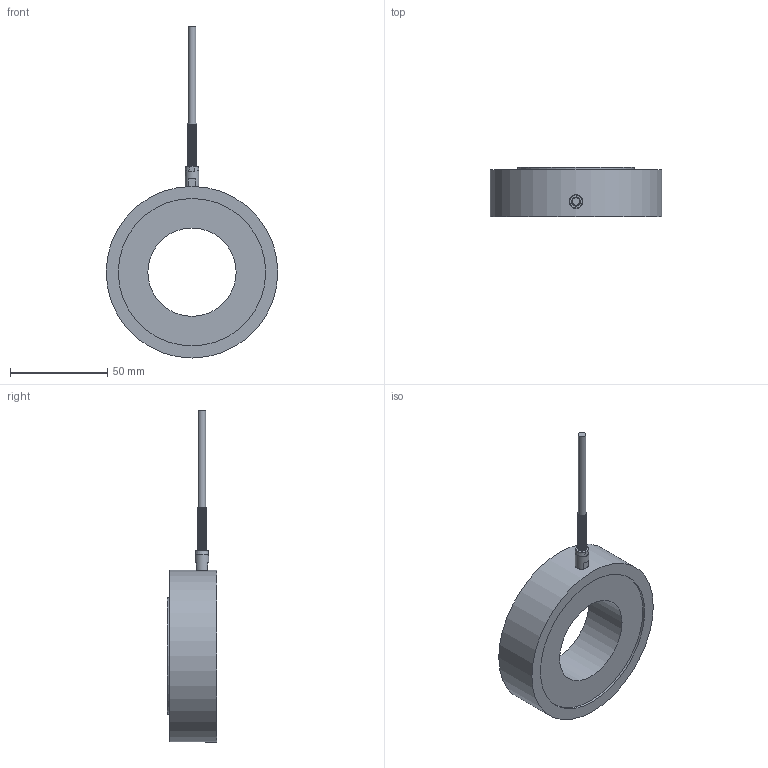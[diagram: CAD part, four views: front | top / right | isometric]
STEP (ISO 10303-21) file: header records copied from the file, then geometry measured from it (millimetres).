
FILE_DESCRIPTION(/* description */ (''),/* implementation_level */ '2;1');
FILE_NAME(/* name */ 'QSH01925 - I.S.H..stp',/* time_stamp */ '2020-01-14T13:51:56-08:00',/* author */ ('ytzayam'),/* organization */ (''),/* preprocessor_version */ 'ST-DEVELOPER v18',/* originating_system */ 'Autodesk Inventor 2020',/* authorisation */ '');
FILE_SCHEMA (('AUTOMOTIVE_DESIGN { 1 0 10303 214 3 1 1 }'));
Length unit declared in the file: inch
Products named in the file (3): QSH01925 - I.S.H.; FM1347; 153-StrainRelief-Assembly - I.S.Hx
Assembly tree (2 placements, depth 2):
  QSH01925 - I.S.H.
    FM1347
    153-StrainRelief-Assembly - I.S.Hx
Bounding box: 88.39 x 25.4 x 170.98 mm (x, y, z)
Volume: 100659 mm3; surface area: 23543 mm2
Topology: 2 solids, 2 shells, 186 faces, 538 edges, 362 vertices
Faces by surface type: torus 104, cylinder 60, plane 20, cone 2
Full cylindrical faces by diameter (mm): 3.937 x53, 6.35 x1, 7.061 x1, 45.466 x1, 59.944 x1, 73.914 x1, 75.946 x1, 88.392 x1
Entity records: 6780 total; most frequent: DIRECTION 1368, CARTESIAN_POINT 1117, ORIENTED_EDGE 1076, AXIS2_PLACEMENT_3D 645, EDGE_CURVE 538, CIRCLE 454, VERTEX_POINT 362, EDGE_LOOP 194
